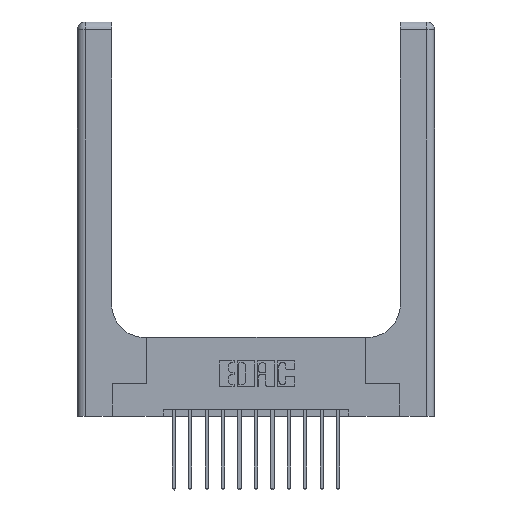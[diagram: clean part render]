
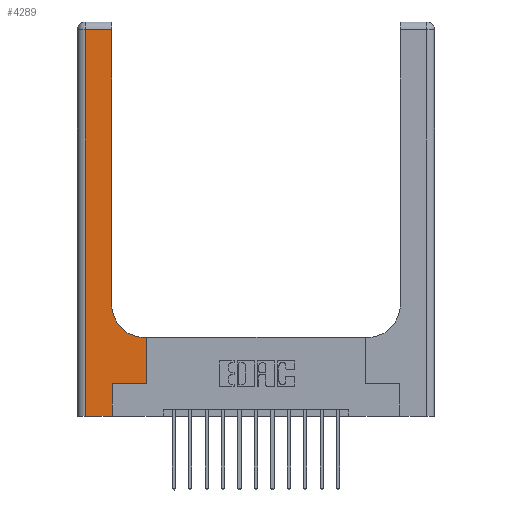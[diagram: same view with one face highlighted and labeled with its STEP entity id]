
A CAD part, top view. The second image highlights one B-rep face of the part: STEP entity #4289.
In plain terms, the highlighted planar face has unit normal (0, 0, 1).
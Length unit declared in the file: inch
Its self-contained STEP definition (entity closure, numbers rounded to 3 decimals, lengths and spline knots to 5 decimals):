
#76 = VERTEX_POINT ( 'NONE', #7917 ) ;
#146 = FACE_OUTER_BOUND ( 'NONE', #9126, .T. ) ;
#234 = LINE ( 'NONE', #9815, #5605 ) ;
#364 = VECTOR ( 'NONE', #3509, 39.37008 ) ;
#604 = LINE ( 'NONE', #1475, #4205 ) ;
#638 = CARTESIAN_POINT ( 'NONE',  ( 0.51, 0.6, 0.37 ) ) ;
#926 = DIRECTION ( 'NONE',  ( 0., 1., 0. ) ) ;
#971 = LINE ( 'NONE', #2507, #364 ) ;
#1099 = LINE ( 'NONE', #15494, #9906 ) ;
#1274 = EDGE_CURVE ( 'NONE', #5955, #8469, #604, .T. ) ;
#1475 = CARTESIAN_POINT ( 'NONE',  ( 0.265, 0.25, 0.37 ) ) ;
#1477 = ORIENTED_EDGE ( 'NONE', *, *, #9081, .T. ) ;
#1855 = ORIENTED_EDGE ( 'NONE', *, *, #1274, .T. ) ;
#1899 = VERTEX_POINT ( 'NONE', #13657 ) ;
#2104 = EDGE_CURVE ( 'NONE', #10620, #1899, #14224, .T. ) ;
#2471 = CARTESIAN_POINT ( 'NONE',  ( 0.528, 0.25, 0.37 ) ) ;
#2507 = CARTESIAN_POINT ( 'NONE',  ( 0.265, 0., 0.37 ) ) ;
#2933 = AXIS2_PLACEMENT_3D ( 'NONE', #7292, #13667, #8686 ) ;
#3509 = DIRECTION ( 'NONE',  ( 0., 1., 0. ) ) ;
#3602 = ORIENTED_EDGE ( 'NONE', *, *, #2104, .T. ) ;
#3664 = LINE ( 'NONE', #9193, #12085 ) ;
#4053 = DIRECTION ( 'NONE',  ( -1., 0., 0. ) ) ;
#4139 = VERTEX_POINT ( 'NONE', #638 ) ;
#4205 = VECTOR ( 'NONE', #13001, 39.37008 ) ;
#4223 = CARTESIAN_POINT ( 'NONE',  ( 0.265, 0., 0.37 ) ) ;
#4289 = ADVANCED_FACE ( 'NONE', ( #146 ), #13612, .F. ) ;
#4419 = ORIENTED_EDGE ( 'NONE', *, *, #11270, .T. ) ;
#4798 = CARTESIAN_POINT ( 'NONE',  ( 0.26, 2.94, 0.37 ) ) ;
#5101 = CARTESIAN_POINT ( 'NONE',  ( 0., 2.94, 0.37 ) ) ;
#5605 = VECTOR ( 'NONE', #926, 39.37008 ) ;
#5908 = CIRCLE ( 'NONE', #6537, 0.25 ) ;
#5955 = VERTEX_POINT ( 'NONE', #8261 ) ;
#6099 = ORIENTED_EDGE ( 'NONE', *, *, #7808, .T. ) ;
#6122 = VERTEX_POINT ( 'NONE', #9708 ) ;
#6268 = VECTOR ( 'NONE', #12399, 39.37008 ) ;
#6287 = CARTESIAN_POINT ( 'NONE',  ( 0.51, 0.85, 0.37 ) ) ;
#6537 = AXIS2_PLACEMENT_3D ( 'NONE', #6287, #15472, #16492 ) ;
#7292 = CARTESIAN_POINT ( 'NONE',  ( 0., 3., 0.37 ) ) ;
#7356 = VECTOR ( 'NONE', #11880, 39.37008 ) ;
#7563 = DIRECTION ( 'NONE',  ( -1., 0., 0. ) ) ;
#7808 = EDGE_CURVE ( 'NONE', #76, #10620, #234, .T. ) ;
#7917 = CARTESIAN_POINT ( 'NONE',  ( 0.26, 0.85, 0.37 ) ) ;
#7971 = ORIENTED_EDGE ( 'NONE', *, *, #15237, .T. ) ;
#8261 = CARTESIAN_POINT ( 'NONE',  ( 0.265, 0.25, 0.37 ) ) ;
#8469 = VERTEX_POINT ( 'NONE', #2471 ) ;
#8686 = DIRECTION ( 'NONE',  ( -1., 0., 0. ) ) ;
#9081 = EDGE_CURVE ( 'NONE', #11521, #5955, #971, .T. ) ;
#9126 = EDGE_LOOP ( 'NONE', ( #6099, #3602, #15922, #13509, #1477, #1855, #4419, #11426, #7971 ) ) ;
#9193 = CARTESIAN_POINT ( 'NONE',  ( 0.26, 0.6, 0.37 ) ) ;
#9406 = CARTESIAN_POINT ( 'NONE',  ( 0.528, 0.6, 0.37 ) ) ;
#9681 = LINE ( 'NONE', #14901, #6268 ) ;
#9708 = CARTESIAN_POINT ( 'NONE',  ( 0.06, 0., 0.37 ) ) ;
#9815 = CARTESIAN_POINT ( 'NONE',  ( 0.26, 3., 0.37 ) ) ;
#9906 = VECTOR ( 'NONE', #11607, 39.37008 ) ;
#10620 = VERTEX_POINT ( 'NONE', #4798 ) ;
#11270 = EDGE_CURVE ( 'NONE', #8469, #15581, #1099, .T. ) ;
#11426 = ORIENTED_EDGE ( 'NONE', *, *, #13268, .T. ) ;
#11521 = VERTEX_POINT ( 'NONE', #4223 ) ;
#11607 = DIRECTION ( 'NONE',  ( 0., 1., 0. ) ) ;
#11880 = DIRECTION ( 'NONE',  ( 0., -1., 0. ) ) ;
#12085 = VECTOR ( 'NONE', #4053, 39.37008 ) ;
#12399 = DIRECTION ( 'NONE',  ( 1., 0., 0. ) ) ;
#12782 = LINE ( 'NONE', #15611, #7356 ) ;
#12950 = EDGE_CURVE ( 'NONE', #6122, #11521, #9681, .T. ) ;
#13001 = DIRECTION ( 'NONE',  ( 1., 0., 0. ) ) ;
#13268 = EDGE_CURVE ( 'NONE', #15581, #4139, #3664, .T. ) ;
#13509 = ORIENTED_EDGE ( 'NONE', *, *, #12950, .T. ) ;
#13612 = PLANE ( 'NONE',  #2933 ) ;
#13657 = CARTESIAN_POINT ( 'NONE',  ( 0.06, 2.94, 0.37 ) ) ;
#13667 = DIRECTION ( 'NONE',  ( 0., 0., -1. ) ) ;
#14224 = LINE ( 'NONE', #5101, #15625 ) ;
#14901 = CARTESIAN_POINT ( 'NONE',  ( 0., 0., 0.37 ) ) ;
#15237 = EDGE_CURVE ( 'NONE', #4139, #76, #5908, .T. ) ;
#15472 = DIRECTION ( 'NONE',  ( 0., 0., -1. ) ) ;
#15494 = CARTESIAN_POINT ( 'NONE',  ( 0.528, 0.25, 0.37 ) ) ;
#15581 = VERTEX_POINT ( 'NONE', #9406 ) ;
#15611 = CARTESIAN_POINT ( 'NONE',  ( 0.06, 3., 0.37 ) ) ;
#15625 = VECTOR ( 'NONE', #7563, 39.37008 ) ;
#15922 = ORIENTED_EDGE ( 'NONE', *, *, #16069, .T. ) ;
#16069 = EDGE_CURVE ( 'NONE', #1899, #6122, #12782, .T. ) ;
#16492 = DIRECTION ( 'NONE',  ( 1., 0., 0. ) ) ;
